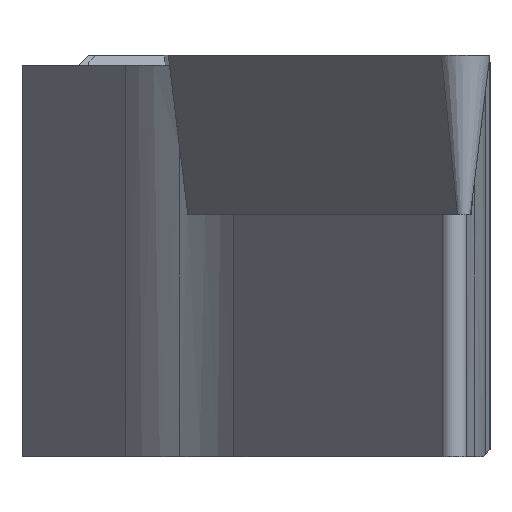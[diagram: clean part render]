
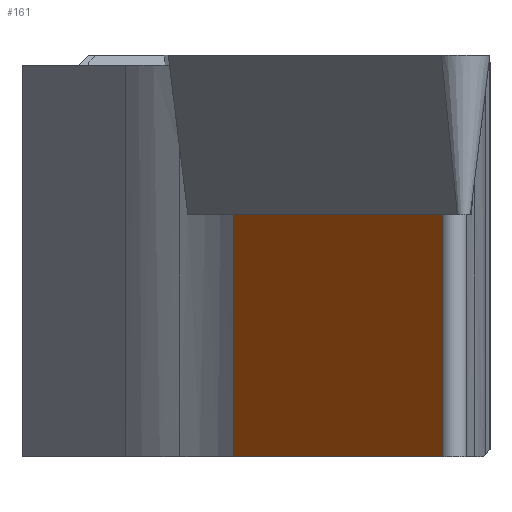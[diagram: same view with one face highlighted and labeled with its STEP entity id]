
A CAD part, left-side view. The second image highlights one B-rep face of the part: STEP entity #161.
In plain terms, the highlighted planar face has unit normal (-0.581, 0.814, 0).
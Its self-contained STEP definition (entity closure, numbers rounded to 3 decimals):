
#161=ADVANCED_FACE('',(#239),#200,.F.);
#200=PLANE('',#880);
#239=FACE_OUTER_BOUND('',#282,.T.);
#282=EDGE_LOOP('',(#434,#435,#436,#437));
#434=ORIENTED_EDGE('',*,*,#645,.F.);
#435=ORIENTED_EDGE('',*,*,#646,.T.);
#436=ORIENTED_EDGE('',*,*,#647,.T.);
#437=ORIENTED_EDGE('',*,*,#581,.F.);
#516=VERTEX_POINT('',#1142);
#517=VERTEX_POINT('',#1144);
#553=VERTEX_POINT('',#1269);
#554=VERTEX_POINT('',#1273);
#581=EDGE_CURVE('',#516,#517,#681,.T.);
#645=EDGE_CURVE('',#553,#516,#732,.T.);
#646=EDGE_CURVE('',#553,#554,#733,.T.);
#647=EDGE_CURVE('',#554,#517,#734,.T.);
#681=LINE('',#1143,#761);
#732=LINE('',#1270,#812);
#733=LINE('',#1272,#813);
#734=LINE('',#1274,#814);
#761=VECTOR('',#921,1.);
#812=VECTOR('',#1050,1.);
#813=VECTOR('',#1053,1.);
#814=VECTOR('',#1054,1.);
#880=AXIS2_PLACEMENT_3D('',#1275,#1055,#1056);
#921=DIRECTION('',(0.814,0.581,0.));
#1050=DIRECTION('',(0.,0.,-1.));
#1053=DIRECTION('',(0.814,0.581,0.));
#1054=DIRECTION('',(0.,0.,-1.));
#1055=DIRECTION('',(0.581,-0.814,0.));
#1056=DIRECTION('',(0.814,0.581,0.));
#1142=CARTESIAN_POINT('',(1.468,-10.58,-12.));
#1143=CARTESIAN_POINT('',(1.468,-10.58,-12.));
#1144=CARTESIAN_POINT('',(10.215,-4.341,-12.));
#1269=CARTESIAN_POINT('',(1.468,-10.58,-4.76));
#1270=CARTESIAN_POINT('',(1.468,-10.58,-40.));
#1272=CARTESIAN_POINT('',(1.468,-10.58,-4.76));
#1273=CARTESIAN_POINT('',(10.215,-4.341,-4.76));
#1274=CARTESIAN_POINT('',(10.215,-4.341,-40.));
#1275=CARTESIAN_POINT('',(1.468,-10.58,-40.));
